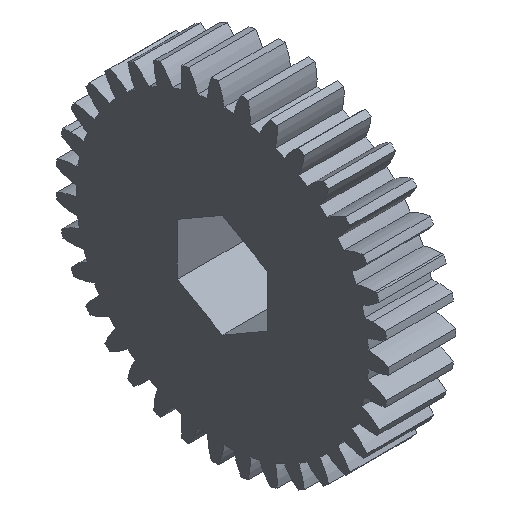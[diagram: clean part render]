
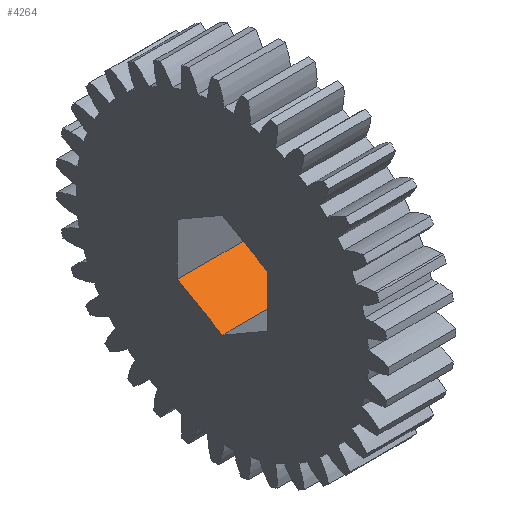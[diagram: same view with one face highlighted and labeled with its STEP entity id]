
A CAD part, isometric view. The second image highlights one B-rep face of the part: STEP entity #4264.
In plain terms, the highlighted planar face has unit normal (0, -0.5, 0.866).
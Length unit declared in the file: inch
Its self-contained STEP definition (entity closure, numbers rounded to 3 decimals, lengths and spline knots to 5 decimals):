
#45 = EDGE_CURVE ( 'NONE', #222, #2235, #832, .T. ) ;
#209 = LINE ( 'NONE', #2450, #3575 ) ;
#222 = VERTEX_POINT ( 'NONE', #1835 ) ;
#377 = CARTESIAN_POINT ( 'NONE',  ( 0.4, 0.25, -0.14434 ) ) ;
#697 = DIRECTION ( 'NONE',  ( 0., 0.866, 0.5 ) ) ;
#777 = EDGE_CURVE ( 'NONE', #2235, #2171, #209, .T. ) ;
#832 = LINE ( 'NONE', #2547, #3224 ) ;
#939 = CARTESIAN_POINT ( 'NONE',  ( 0., 0., -0.28868 ) ) ;
#1027 = EDGE_LOOP ( 'NONE', ( #3891, #1136, #4866, #1591 ) ) ;
#1136 = ORIENTED_EDGE ( 'NONE', *, *, #1945, .F. ) ;
#1291 = VERTEX_POINT ( 'NONE', #4669 ) ;
#1591 = ORIENTED_EDGE ( 'NONE', *, *, #45, .T. ) ;
#1835 = CARTESIAN_POINT ( 'NONE',  ( 0., 0., -0.28868 ) ) ;
#1856 = LINE ( 'NONE', #3521, #5331 ) ;
#1945 = EDGE_CURVE ( 'NONE', #1291, #2171, #1856, .T. ) ;
#2171 = VERTEX_POINT ( 'NONE', #377 ) ;
#2235 = VERTEX_POINT ( 'NONE', #4606 ) ;
#2450 = CARTESIAN_POINT ( 'NONE',  ( 0.4, 0., -0.28868 ) ) ;
#2547 = CARTESIAN_POINT ( 'NONE',  ( 0., 0., -0.28868 ) ) ;
#2552 = FACE_OUTER_BOUND ( 'NONE', #1027, .T. ) ;
#2657 = AXIS2_PLACEMENT_3D ( 'NONE', #939, #4995, #4286 ) ;
#2723 = CARTESIAN_POINT ( 'NONE',  ( 0., 0., -0.28868 ) ) ;
#3020 = PLANE ( 'NONE',  #2657 ) ;
#3224 = VECTOR ( 'NONE', #4183, 39.37008 ) ;
#3521 = CARTESIAN_POINT ( 'NONE',  ( 0., 0.25, -0.14434 ) ) ;
#3575 = VECTOR ( 'NONE', #5278, 39.37008 ) ;
#3891 = ORIENTED_EDGE ( 'NONE', *, *, #777, .T. ) ;
#4183 = DIRECTION ( 'NONE',  ( 1., 0., 0. ) ) ;
#4264 = ADVANCED_FACE ( 'NONE', ( #2552 ), #3020, .F. ) ;
#4286 = DIRECTION ( 'NONE',  ( 0., 0.866, 0.5 ) ) ;
#4457 = LINE ( 'NONE', #2723, #5388 ) ;
#4606 = CARTESIAN_POINT ( 'NONE',  ( 0.4, 0., -0.28868 ) ) ;
#4669 = CARTESIAN_POINT ( 'NONE',  ( 0., 0.25, -0.14434 ) ) ;
#4866 = ORIENTED_EDGE ( 'NONE', *, *, #5233, .F. ) ;
#4995 = DIRECTION ( 'NONE',  ( 0., 0.5, -0.866 ) ) ;
#5195 = DIRECTION ( 'NONE',  ( 1., 0., 0. ) ) ;
#5233 = EDGE_CURVE ( 'NONE', #222, #1291, #4457, .T. ) ;
#5278 = DIRECTION ( 'NONE',  ( 0., 0.866, 0.5 ) ) ;
#5331 = VECTOR ( 'NONE', #5195, 39.37008 ) ;
#5388 = VECTOR ( 'NONE', #697, 39.37008 ) ;
